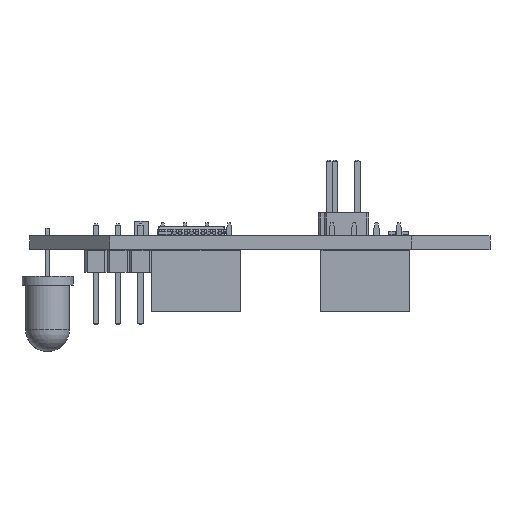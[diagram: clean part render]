
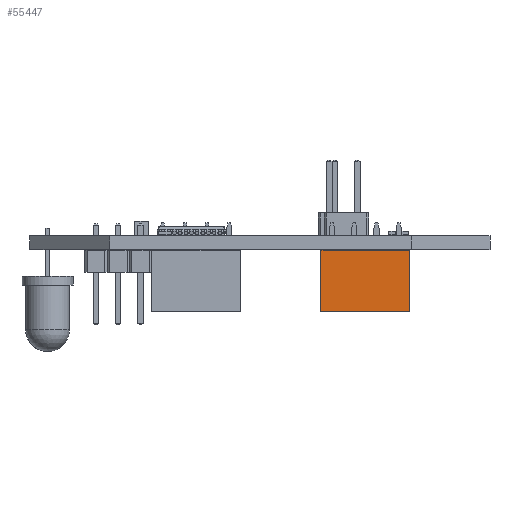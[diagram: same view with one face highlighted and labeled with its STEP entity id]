
A CAD part, left-side view. The second image highlights one B-rep face of the part: STEP entity #55447.
In plain terms, the highlighted face is planar.
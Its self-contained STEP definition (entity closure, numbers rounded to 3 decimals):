
#55447 = ADVANCED_FACE('',(#55448),#55462,.F.);
#55448 = FACE_BOUND('',#55449,.F.);
#55449 = EDGE_LOOP('',(#55450,#55485,#55513,#55541));
#55450 = ORIENTED_EDGE('',*,*,#55451,.T.);
#55451 = EDGE_CURVE('',#55452,#55454,#55456,.T.);
#55452 = VERTEX_POINT('',#55453);
#55453 = CARTESIAN_POINT('',(1.27,-8.89,0.));
#55454 = VERTEX_POINT('',#55455);
#55455 = CARTESIAN_POINT('',(1.27,-8.89,7.));
#55456 = SURFACE_CURVE('',#55457,(#55461,#55473),.PCURVE_S1.);
#55457 = LINE('',#55458,#55459);
#55458 = CARTESIAN_POINT('',(1.27,-8.89,0.));
#55459 = VECTOR('',#55460,1.);
#55460 = DIRECTION('',(0.,0.,1.));
#55461 = PCURVE('',#55462,#55467);
#55462 = PLANE('',#55463);
#55463 = AXIS2_PLACEMENT_3D('',#55464,#55465,#55466);
#55464 = CARTESIAN_POINT('',(1.27,-8.89,0.));
#55465 = DIRECTION('',(-1.,0.,0.));
#55466 = DIRECTION('',(0.,1.,0.));
#55467 = DEFINITIONAL_REPRESENTATION('',(#55468),#55472);
#55468 = LINE('',#55469,#55470);
#55469 = CARTESIAN_POINT('',(0.,0.));
#55470 = VECTOR('',#55471,1.);
#55471 = DIRECTION('',(0.,-1.));
#55472 = ( GEOMETRIC_REPRESENTATION_CONTEXT(2) 
PARAMETRIC_REPRESENTATION_CONTEXT() REPRESENTATION_CONTEXT('2D SPACE',''
  ) );
#55473 = PCURVE('',#55474,#55479);
#55474 = PLANE('',#55475);
#55475 = AXIS2_PLACEMENT_3D('',#55476,#55477,#55478);
#55476 = CARTESIAN_POINT('',(-1.27,-8.89,0.));
#55477 = DIRECTION('',(0.,1.,0.));
#55478 = DIRECTION('',(1.,0.,0.));
#55479 = DEFINITIONAL_REPRESENTATION('',(#55480),#55484);
#55480 = LINE('',#55481,#55482);
#55481 = CARTESIAN_POINT('',(2.54,0.));
#55482 = VECTOR('',#55483,1.);
#55483 = DIRECTION('',(0.,-1.));
#55484 = ( GEOMETRIC_REPRESENTATION_CONTEXT(2) 
PARAMETRIC_REPRESENTATION_CONTEXT() REPRESENTATION_CONTEXT('2D SPACE',''
  ) );
#55485 = ORIENTED_EDGE('',*,*,#55486,.T.);
#55486 = EDGE_CURVE('',#55454,#55487,#55489,.T.);
#55487 = VERTEX_POINT('',#55488);
#55488 = CARTESIAN_POINT('',(1.27,1.27,7.));
#55489 = SURFACE_CURVE('',#55490,(#55494,#55501),.PCURVE_S1.);
#55490 = LINE('',#55491,#55492);
#55491 = CARTESIAN_POINT('',(1.27,-8.89,7.));
#55492 = VECTOR('',#55493,1.);
#55493 = DIRECTION('',(0.,1.,0.));
#55494 = PCURVE('',#55462,#55495);
#55495 = DEFINITIONAL_REPRESENTATION('',(#55496),#55500);
#55496 = LINE('',#55497,#55498);
#55497 = CARTESIAN_POINT('',(0.,-7.));
#55498 = VECTOR('',#55499,1.);
#55499 = DIRECTION('',(1.,0.));
#55500 = ( GEOMETRIC_REPRESENTATION_CONTEXT(2) 
PARAMETRIC_REPRESENTATION_CONTEXT() REPRESENTATION_CONTEXT('2D SPACE',''
  ) );
#55501 = PCURVE('',#55502,#55507);
#55502 = PLANE('',#55503);
#55503 = AXIS2_PLACEMENT_3D('',#55504,#55505,#55506);
#55504 = CARTESIAN_POINT('',(1.27,-8.89,7.));
#55505 = DIRECTION('',(0.,0.,-1.));
#55506 = DIRECTION('',(0.,-1.,0.));
#55507 = DEFINITIONAL_REPRESENTATION('',(#55508),#55512);
#55508 = LINE('',#55509,#55510);
#55509 = CARTESIAN_POINT('',(0.,0.));
#55510 = VECTOR('',#55511,1.);
#55511 = DIRECTION('',(-1.,0.));
#55512 = ( GEOMETRIC_REPRESENTATION_CONTEXT(2) 
PARAMETRIC_REPRESENTATION_CONTEXT() REPRESENTATION_CONTEXT('2D SPACE',''
  ) );
#55513 = ORIENTED_EDGE('',*,*,#55514,.F.);
#55514 = EDGE_CURVE('',#55515,#55487,#55517,.T.);
#55515 = VERTEX_POINT('',#55516);
#55516 = CARTESIAN_POINT('',(1.27,1.27,0.));
#55517 = SURFACE_CURVE('',#55518,(#55522,#55529),.PCURVE_S1.);
#55518 = LINE('',#55519,#55520);
#55519 = CARTESIAN_POINT('',(1.27,1.27,0.));
#55520 = VECTOR('',#55521,1.);
#55521 = DIRECTION('',(0.,0.,1.));
#55522 = PCURVE('',#55462,#55523);
#55523 = DEFINITIONAL_REPRESENTATION('',(#55524),#55528);
#55524 = LINE('',#55525,#55526);
#55525 = CARTESIAN_POINT('',(10.16,0.));
#55526 = VECTOR('',#55527,1.);
#55527 = DIRECTION('',(0.,-1.));
#55528 = ( GEOMETRIC_REPRESENTATION_CONTEXT(2) 
PARAMETRIC_REPRESENTATION_CONTEXT() REPRESENTATION_CONTEXT('2D SPACE',''
  ) );
#55529 = PCURVE('',#55530,#55535);
#55530 = PLANE('',#55531);
#55531 = AXIS2_PLACEMENT_3D('',#55532,#55533,#55534);
#55532 = CARTESIAN_POINT('',(1.27,1.27,0.));
#55533 = DIRECTION('',(0.,-1.,0.));
#55534 = DIRECTION('',(-1.,0.,0.));
#55535 = DEFINITIONAL_REPRESENTATION('',(#55536),#55540);
#55536 = LINE('',#55537,#55538);
#55537 = CARTESIAN_POINT('',(0.,0.));
#55538 = VECTOR('',#55539,1.);
#55539 = DIRECTION('',(0.,-1.));
#55540 = ( GEOMETRIC_REPRESENTATION_CONTEXT(2) 
PARAMETRIC_REPRESENTATION_CONTEXT() REPRESENTATION_CONTEXT('2D SPACE',''
  ) );
#55541 = ORIENTED_EDGE('',*,*,#55542,.F.);
#55542 = EDGE_CURVE('',#55452,#55515,#55543,.T.);
#55543 = SURFACE_CURVE('',#55544,(#55548,#55555),.PCURVE_S1.);
#55544 = LINE('',#55545,#55546);
#55545 = CARTESIAN_POINT('',(1.27,-8.89,0.));
#55546 = VECTOR('',#55547,1.);
#55547 = DIRECTION('',(0.,1.,0.));
#55548 = PCURVE('',#55462,#55549);
#55549 = DEFINITIONAL_REPRESENTATION('',(#55550),#55554);
#55550 = LINE('',#55551,#55552);
#55551 = CARTESIAN_POINT('',(0.,0.));
#55552 = VECTOR('',#55553,1.);
#55553 = DIRECTION('',(1.,0.));
#55554 = ( GEOMETRIC_REPRESENTATION_CONTEXT(2) 
PARAMETRIC_REPRESENTATION_CONTEXT() REPRESENTATION_CONTEXT('2D SPACE',''
  ) );
#55555 = PCURVE('',#55556,#55561);
#55556 = PLANE('',#55557);
#55557 = AXIS2_PLACEMENT_3D('',#55558,#55559,#55560);
#55558 = CARTESIAN_POINT('',(1.27,-8.89,0.));
#55559 = DIRECTION('',(0.,0.,-1.));
#55560 = DIRECTION('',(0.,-1.,0.));
#55561 = DEFINITIONAL_REPRESENTATION('',(#55562),#55566);
#55562 = LINE('',#55563,#55564);
#55563 = CARTESIAN_POINT('',(0.,0.));
#55564 = VECTOR('',#55565,1.);
#55565 = DIRECTION('',(-1.,0.));
#55566 = ( GEOMETRIC_REPRESENTATION_CONTEXT(2) 
PARAMETRIC_REPRESENTATION_CONTEXT() REPRESENTATION_CONTEXT('2D SPACE',''
  ) );
